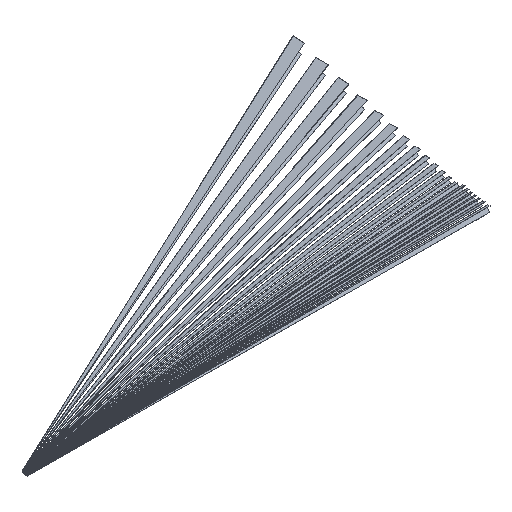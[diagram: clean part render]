
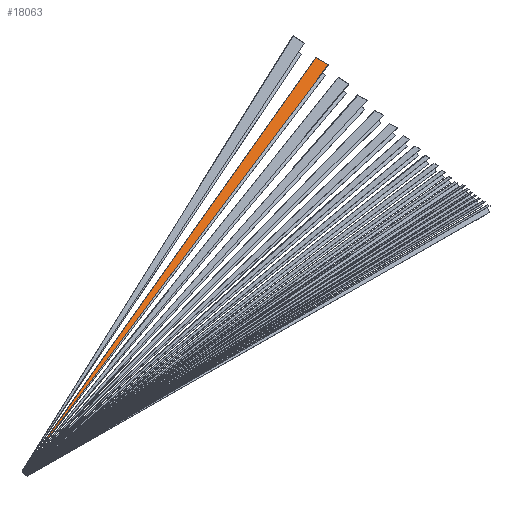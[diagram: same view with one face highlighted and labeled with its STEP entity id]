
A CAD part, isometric view. The second image highlights one B-rep face of the part: STEP entity #18063.
In plain terms, the highlighted planar face has unit normal (-0.083, -0.052, 0.995).
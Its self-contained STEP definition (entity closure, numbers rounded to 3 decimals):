
#17296 = PLANE('',#17297);
#17297 = AXIS2_PLACEMENT_3D('',#17298,#17299,#17300);
#17298 = CARTESIAN_POINT('',(750.,150.,150.));
#17299 = DIRECTION('',(-1.,0.,0.));
#17300 = DIRECTION('',(0.,0.,-1.));
#17323 = PLANE('',#17324);
#17324 = AXIS2_PLACEMENT_3D('',#17325,#17326,#17327);
#17325 = CARTESIAN_POINT('',(385.,138.754,39.509));
#17326 = DIRECTION('',(0.341,-0.94,
    -0.021));
#17327 = DIRECTION('',(-0.94,-0.341,0.));
#17347 = PLANE('',#17348);
#17348 = AXIS2_PLACEMENT_3D('',#17349,#17350,#17351);
#17349 = CARTESIAN_POINT('',(20.,4.,4.));
#17350 = DIRECTION('',(1.,0.,0.));
#17351 = DIRECTION('',(0.,0.,1.));
#17829 = EDGE_CURVE('',#17830,#17832,#17834,.T.);
#17830 = VERTEX_POINT('',#17831);
#17831 = CARTESIAN_POINT('',(20.,7.205,2.203));
#17832 = VERTEX_POINT('',#17833);
#17833 = CARTESIAN_POINT('',(750.,270.297,77.117));
#17834 = SURFACE_CURVE('',#17835,(#17839,#17845),.PCURVE_S1.);
#17835 = LINE('',#17836,#17837);
#17836 = CARTESIAN_POINT('',(20.,7.205,2.203));
#17837 = VECTOR('',#17838,1.);
#17838 = DIRECTION('',(0.936,0.337,0.096)
  );
#17839 = PCURVE('',#17323,#17840);
#17840 = DEFINITIONAL_REPRESENTATION('',(#17841),#17844);
#17841 = B_SPLINE_CURVE_WITH_KNOTS('',1,(#17842,#17843),.UNSPECIFIED.,
  .F.,.F.,(2,2),(0.,779.57),.PIECEWISE_BEZIER_KNOTS.);
#17842 = CARTESIAN_POINT('',(387.982,37.315));
#17843 = CARTESIAN_POINT('',(-387.979,-37.616));
#17844 = ( GEOMETRIC_REPRESENTATION_CONTEXT(2) 
PARAMETRIC_REPRESENTATION_CONTEXT() REPRESENTATION_CONTEXT('2D SPACE',''
  ) );
#17845 = PCURVE('',#17846,#17851);
#17846 = PLANE('',#17847);
#17847 = AXIS2_PLACEMENT_3D('',#17848,#17849,#17850);
#17848 = CARTESIAN_POINT('',(389.373,135.328,
    39.846));
#17849 = DIRECTION('',(0.083,0.052,
    -0.995));
#17850 = DIRECTION('',(-0.997,0.,
    -0.083));
#17851 = DEFINITIONAL_REPRESENTATION('',(#17852),#17856);
#17852 = LINE('',#17853,#17854);
#17853 = CARTESIAN_POINT('',(371.225,-128.3));
#17854 = VECTOR('',#17855,1.);
#17855 = DIRECTION('',(-0.941,0.338));
#17856 = ( GEOMETRIC_REPRESENTATION_CONTEXT(2) 
PARAMETRIC_REPRESENTATION_CONTEXT() REPRESENTATION_CONTEXT('2D SPACE',''
  ) );
#17942 = PLANE('',#17943);
#17943 = AXIS2_PLACEMENT_3D('',#17944,#17945,#17946);
#17944 = CARTESIAN_POINT('',(385.,128.831,38.987));
#17945 = DIRECTION('',(-0.319,0.947,0.023)
  );
#17946 = DIRECTION('',(0.948,0.319,0.));
#17998 = EDGE_CURVE('',#17999,#18001,#18003,.T.);
#17999 = VERTEX_POINT('',#18000);
#18000 = CARTESIAN_POINT('',(750.,250.965,76.1));
#18001 = VERTEX_POINT('',#18002);
#18002 = CARTESIAN_POINT('',(20.,6.689,2.176));
#18003 = SURFACE_CURVE('',#18004,(#18008,#18014),.PCURVE_S1.);
#18004 = LINE('',#18005,#18006);
#18005 = CARTESIAN_POINT('',(750.,250.965,76.1));
#18006 = VECTOR('',#18007,1.);
#18007 = DIRECTION('',(-0.944,-0.316,
    -0.096));
#18008 = PCURVE('',#17942,#18009);
#18009 = DEFINITIONAL_REPRESENTATION('',(#18010),#18013);
#18010 = B_SPLINE_CURVE_WITH_KNOTS('',1,(#18011,#18012),.UNSPECIFIED.,
  .F.,.F.,(2,2),(0.,773.328),.PIECEWISE_BEZIER_KNOTS.);
#18011 = CARTESIAN_POINT('',(384.891,-37.123));
#18012 = CARTESIAN_POINT('',(-384.893,36.821));
#18013 = ( GEOMETRIC_REPRESENTATION_CONTEXT(2) 
PARAMETRIC_REPRESENTATION_CONTEXT() REPRESENTATION_CONTEXT('2D SPACE',''
  ) );
#18014 = PCURVE('',#17846,#18015);
#18015 = DEFINITIONAL_REPRESENTATION('',(#18016),#18020);
#18016 = LINE('',#18017,#18018);
#18017 = CARTESIAN_POINT('',(-362.394,115.796));
#18018 = VECTOR('',#18019,1.);
#18019 = DIRECTION('',(0.949,-0.316));
#18020 = ( GEOMETRIC_REPRESENTATION_CONTEXT(2) 
PARAMETRIC_REPRESENTATION_CONTEXT() REPRESENTATION_CONTEXT('2D SPACE',''
  ) );
#18063 = ADVANCED_FACE('',(#18064),#17846,.F.);
#18064 = FACE_BOUND('',#18065,.F.);
#18065 = EDGE_LOOP('',(#18066,#18087,#18088,#18108));
#18066 = ORIENTED_EDGE('',*,*,#18067,.T.);
#18067 = EDGE_CURVE('',#17832,#17999,#18068,.T.);
#18068 = SURFACE_CURVE('',#18069,(#18073,#18080),.PCURVE_S1.);
#18069 = LINE('',#18070,#18071);
#18070 = CARTESIAN_POINT('',(750.,270.297,77.117));
#18071 = VECTOR('',#18072,1.);
#18072 = DIRECTION('',(0.,-0.999,-0.053));
#18073 = PCURVE('',#17846,#18074);
#18074 = DEFINITIONAL_REPRESENTATION('',(#18075),#18079);
#18075 = LINE('',#18076,#18077);
#18076 = CARTESIAN_POINT('',(-362.479,135.154));
#18077 = VECTOR('',#18078,1.);
#18078 = DIRECTION('',(0.004,-1.));
#18079 = ( GEOMETRIC_REPRESENTATION_CONTEXT(2) 
PARAMETRIC_REPRESENTATION_CONTEXT() REPRESENTATION_CONTEXT('2D SPACE',''
  ) );
#18080 = PCURVE('',#17296,#18081);
#18081 = DEFINITIONAL_REPRESENTATION('',(#18082),#18086);
#18082 = LINE('',#18083,#18084);
#18083 = CARTESIAN_POINT('',(72.883,-120.297));
#18084 = VECTOR('',#18085,1.);
#18085 = DIRECTION('',(0.053,0.999));
#18086 = ( GEOMETRIC_REPRESENTATION_CONTEXT(2) 
PARAMETRIC_REPRESENTATION_CONTEXT() REPRESENTATION_CONTEXT('2D SPACE',''
  ) );
#18087 = ORIENTED_EDGE('',*,*,#17998,.T.);
#18088 = ORIENTED_EDGE('',*,*,#18089,.F.);
#18089 = EDGE_CURVE('',#17830,#18001,#18090,.T.);
#18090 = SURFACE_CURVE('',#18091,(#18095,#18101),.PCURVE_S1.);
#18091 = LINE('',#18092,#18093);
#18092 = CARTESIAN_POINT('',(20.,7.205,2.203));
#18093 = VECTOR('',#18094,1.);
#18094 = DIRECTION('',(0.,-0.999,-0.053));
#18095 = PCURVE('',#17846,#18096);
#18096 = DEFINITIONAL_REPRESENTATION('',(#18097),#18100);
#18097 = B_SPLINE_CURVE_WITH_KNOTS('',1,(#18098,#18099),.UNSPECIFIED.,
  .F.,.F.,(2,2),(0.,0.517),.PIECEWISE_BEZIER_KNOTS.);
#18098 = CARTESIAN_POINT('',(371.225,-128.3));
#18099 = CARTESIAN_POINT('',(371.227,-128.816));
#18100 = ( GEOMETRIC_REPRESENTATION_CONTEXT(2) 
PARAMETRIC_REPRESENTATION_CONTEXT() REPRESENTATION_CONTEXT('2D SPACE',''
  ) );
#18101 = PCURVE('',#17347,#18102);
#18102 = DEFINITIONAL_REPRESENTATION('',(#18103),#18107);
#18103 = LINE('',#18104,#18105);
#18104 = CARTESIAN_POINT('',(-1.797,-3.205));
#18105 = VECTOR('',#18106,1.);
#18106 = DIRECTION('',(-0.053,0.999));
#18107 = ( GEOMETRIC_REPRESENTATION_CONTEXT(2) 
PARAMETRIC_REPRESENTATION_CONTEXT() REPRESENTATION_CONTEXT('2D SPACE',''
  ) );
#18108 = ORIENTED_EDGE('',*,*,#17829,.T.);
